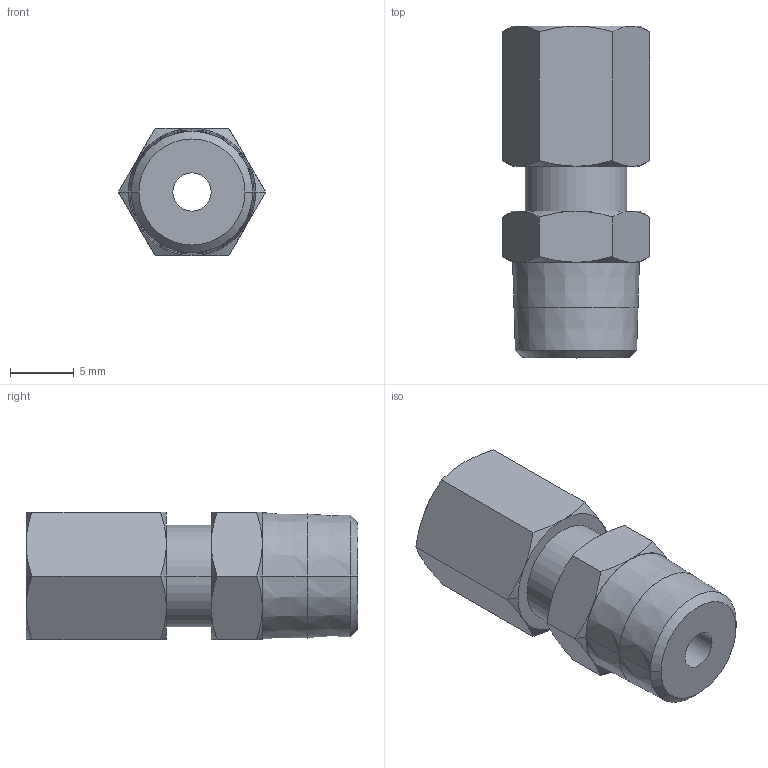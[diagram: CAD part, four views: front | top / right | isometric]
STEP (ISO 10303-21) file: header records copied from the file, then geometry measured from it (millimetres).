
FILE_DESCRIPTION(('STEP AP214'),'1');
FILE_NAME('0105_04_10.stp','2016-07-07T14:59:11',('TraceParts'),('TraceParts S.A.'),'Spatial InterOp 3D',' ',' ');
FILE_SCHEMA(('automotive_design'));
Length unit declared in the file: millimetre
Products named in the file (1): 1
Bounding box: 11.55 x 26.03 x 10 mm (x, y, z)
Volume: 1775.8 mm3; surface area: 1350.4 mm2
Topology: 1 solids, 1 shells, 66 faces, 140 edges, 82 vertices
Faces by surface type: cone 38, plane 20, cylinder 8
Entity records: 1817 total; most frequent: CARTESIAN_POINT 481, DIRECTION 284, ORIENTED_EDGE 280, EDGE_CURVE 140, AXIS2_PLACEMENT_3D 125, VERTEX_POINT 82, EDGE_LOOP 74, ADVANCED_FACE 66
